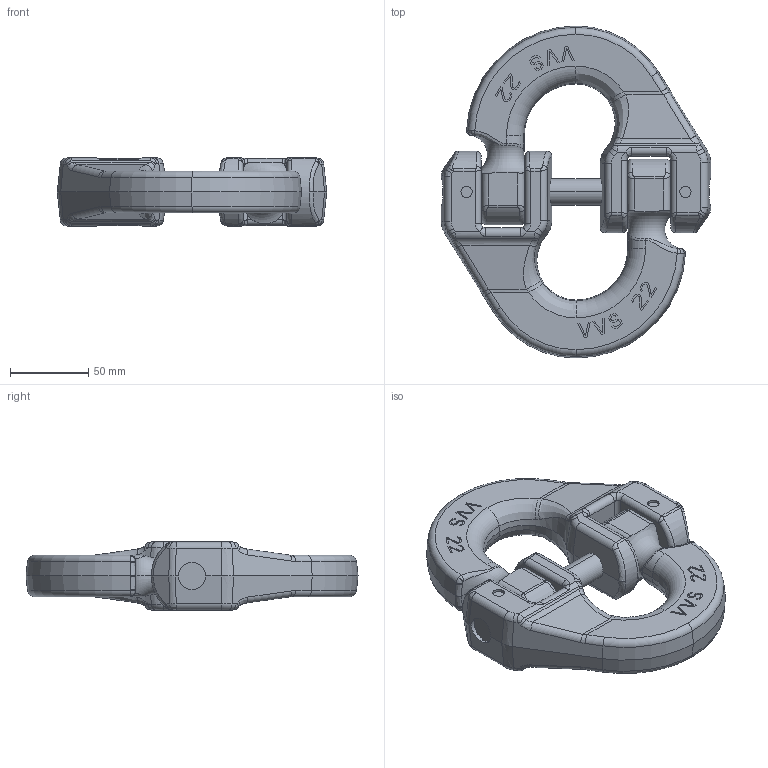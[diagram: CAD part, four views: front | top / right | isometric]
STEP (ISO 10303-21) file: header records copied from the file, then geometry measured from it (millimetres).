
FILE_DESCRIPTION((''),'2;1');
FILE_NAME('001-M34286-P-1','2012-02-23T',('Roland.Jakubetz'),(''),'PRO/ENGINEER BY PARAMETRIC TECHNOLOGY CORPORATION, 2010140','PRO/ENGINEER BY PARAMETRIC TECHNOLOGY CORPORATION, 2010140','');
FILE_SCHEMA(('CONFIG_CONTROL_DESIGN'));
Length unit declared in the file: millimetre
Products named in the file (1): 001-M34286-P-1
Bounding box: 172 x 212 x 43.5 mm (x, y, z)
Volume: 609580.9 mm3; surface area: 82109.1 mm2
Topology: 1 solids, 1 shells, 610 faces, 1574 edges, 976 vertices
Faces by surface type: plane 316, bspline 118, cylinder 108, torus 40, cone 28
Entity records: 26872 total; most frequent: CARTESIAN_POINT 12798, ORIENTED_EDGE 3148, DIRECTION 2604, EDGE_CURVE 1574, VECTOR 984, LINE 984, VERTEX_POINT 976, AXIS2_PLACEMENT_3D 810
